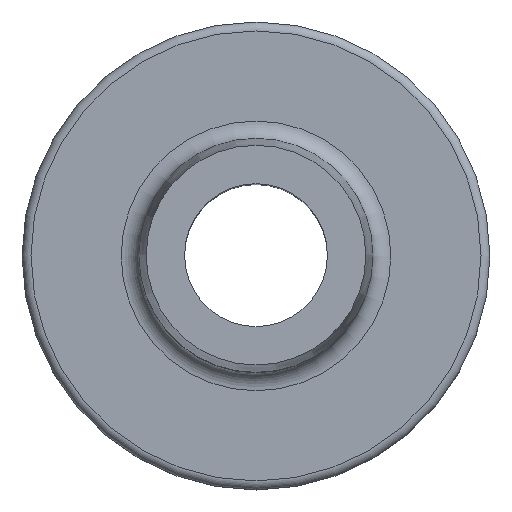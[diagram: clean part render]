
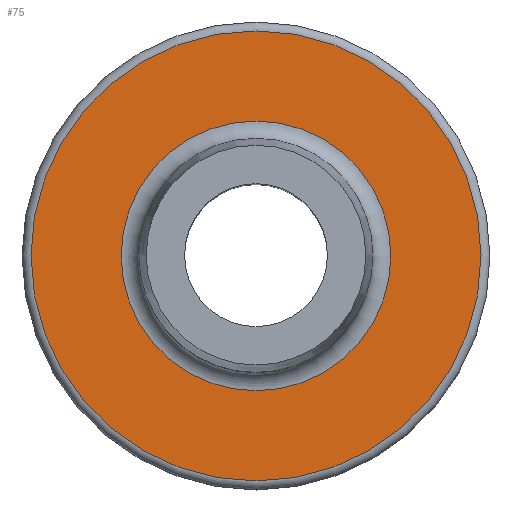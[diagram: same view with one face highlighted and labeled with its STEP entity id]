
A CAD part, top view. The second image highlights one B-rep face of the part: STEP entity #75.
In plain terms, the highlighted planar face has unit normal (0, 0, 1).
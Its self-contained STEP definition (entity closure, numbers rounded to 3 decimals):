
#59=PLANE('',#328);
#75=ADVANCED_FACE('',(#116,#117),#59,.T.);
#116=FACE_BOUND('',#162,.T.);
#117=FACE_BOUND('',#163,.T.);
#162=EDGE_LOOP('',(#208));
#163=EDGE_LOOP('',(#209));
#208=ORIENTED_EDGE('',*,*,#254,.T.);
#209=ORIENTED_EDGE('',*,*,#266,.T.);
#231=VERTEX_POINT('',#452);
#243=VERTEX_POINT('',#486);
#254=EDGE_CURVE('',#231,#231,#277,.T.);
#266=EDGE_CURVE('',#243,#243,#289,.T.);
#277=CIRCLE('',#305,7.55);
#289=CIRCLE('',#327,12.6);
#305=AXIS2_PLACEMENT_3D('',#451,#362,#363);
#327=AXIS2_PLACEMENT_3D('',#485,#406,#407);
#328=AXIS2_PLACEMENT_3D('',#487,#408,#409);
#362=DIRECTION('',(0.,0.,-1.));
#363=DIRECTION('',(1.,0.,0.));
#406=DIRECTION('',(0.,0.,1.));
#407=DIRECTION('',(1.,0.,0.));
#408=DIRECTION('',(0.,0.,1.));
#409=DIRECTION('',(1.,0.,0.));
#451=CARTESIAN_POINT('',(-79.,0.,-0.4));
#452=CARTESIAN_POINT('',(-71.45,0.,-0.4));
#485=CARTESIAN_POINT('',(-79.,0.,-0.4));
#486=CARTESIAN_POINT('',(-66.4,0.,-0.4));
#487=CARTESIAN_POINT('',(-79.,0.,-0.4));
